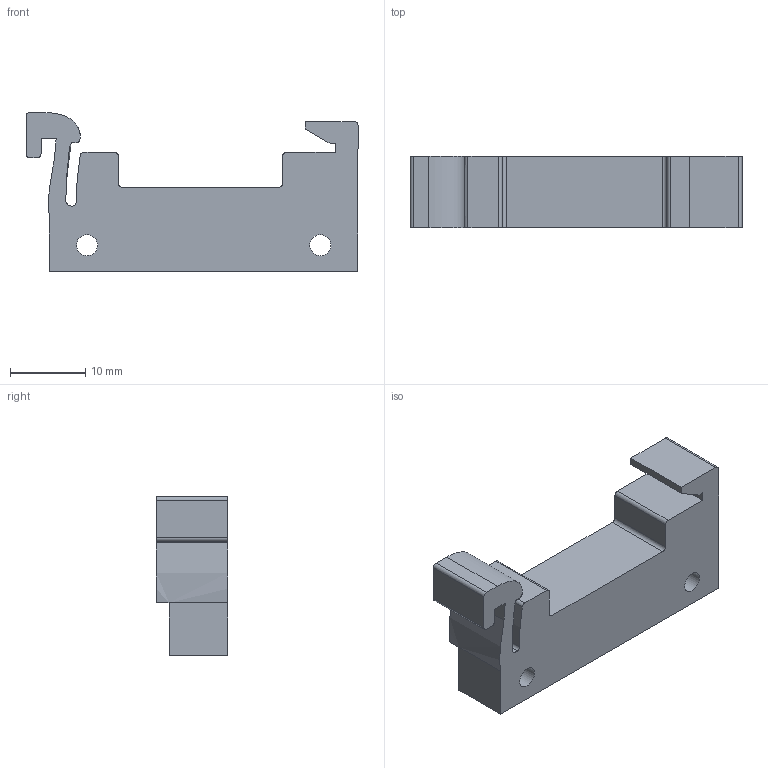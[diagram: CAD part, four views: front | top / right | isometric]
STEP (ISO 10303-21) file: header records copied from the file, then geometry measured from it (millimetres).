
FILE_DESCRIPTION(/* description */ (''),/* implementation_level */ '2;1');
FILE_NAME(/* name */ 'vertical-rail-mounting-kit PCB v1.step',/* time_stamp */ '2023-06-27T12:24:22+02:00',/* author */ (''),/* organization */ (''),/* preprocessor_version */ 'ST-DEVELOPER v19.2',/* originating_system */ 'Autodesk Translation Framework v12.6.0.85',/* authorisation */ '');
FILE_SCHEMA (('AUTOMOTIVE_DESIGN { 1 0 10303 214 3 1 1 }'));
Length unit declared in the file: millimetre
Products named in the file (1): vertical-rail-mounting-kit PCB
Bounding box: 44.12 x 9.5 x 21.13 mm (x, y, z)
Volume: 5017.8 mm3; surface area: 2909.5 mm2
Topology: 1 solids, 1 shells, 41 faces, 116 edges, 77 vertices
Faces by surface type: plane 25, cylinder 12, bspline 4
Full cylindrical faces by diameter (mm): 2.8 x2
Entity records: 1841 total; most frequent: CARTESIAN_POINT 758, ORIENTED_EDGE 232, DIRECTION 206, EDGE_CURVE 116, LINE 82, VECTOR 82, VERTEX_POINT 77, AXIS2_PLACEMENT_3D 62
